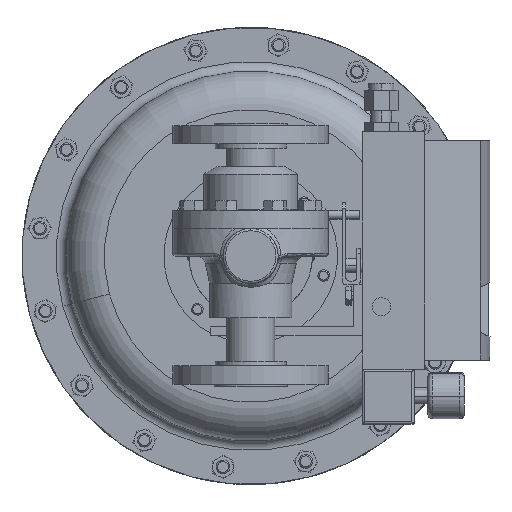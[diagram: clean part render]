
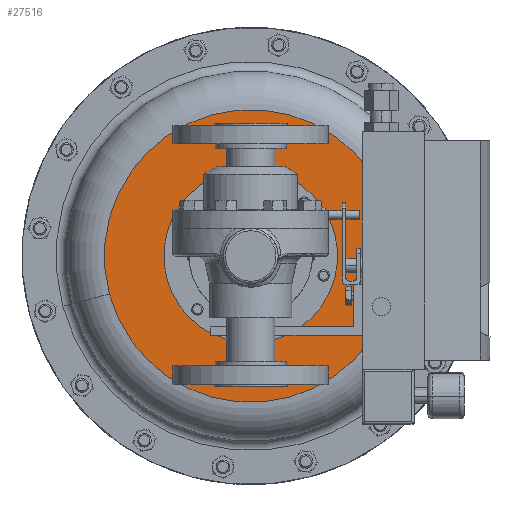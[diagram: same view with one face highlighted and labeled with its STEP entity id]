
A CAD part, front view. The second image highlights one B-rep face of the part: STEP entity #27516.
In plain terms, the highlighted planar face has unit normal (0, -1, 0).
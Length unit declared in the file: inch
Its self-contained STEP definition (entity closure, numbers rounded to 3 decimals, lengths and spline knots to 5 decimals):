
#615 = CARTESIAN_POINT ( 'NONE',  ( 1.72307, 9.6203, 5.33564 ) ) ;
#1049 = CIRCLE ( 'NONE', #29251, 4. ) ;
#1561 = VERTEX_POINT ( 'NONE', #31676 ) ;
#2058 = ORIENTED_EDGE ( 'NONE', *, *, #28828, .T. ) ;
#2472 = ORIENTED_EDGE ( 'NONE', *, *, #4845, .F. ) ;
#2705 = ORIENTED_EDGE ( 'NONE', *, *, #5317, .F. ) ;
#3292 = DIRECTION ( 'NONE',  ( -0.707, 0., 0.707 ) ) ;
#4471 = FACE_BOUND ( 'NONE', #29826, .T. ) ;
#4845 = EDGE_CURVE ( 'NONE', #33897, #1561, #1049, .T. ) ;
#5317 = EDGE_CURVE ( 'NONE', #1561, #33897, #29513, .T. ) ;
#5568 = CARTESIAN_POINT ( 'NONE',  ( 3.40245, 9.6203, 3.65626 ) ) ;
#6559 = AXIS2_PLACEMENT_3D ( 'NONE', #28005, #30705, #14628 ) ;
#8759 = CARTESIAN_POINT ( 'NONE',  ( 1.72307, 9.6203, 5.33564 ) ) ;
#9047 = VERTEX_POINT ( 'NONE', #21451 ) ;
#9588 = EDGE_LOOP ( 'NONE', ( #2705, #2472 ) ) ;
#9734 = DIRECTION ( 'NONE',  ( 0., 1., 0. ) ) ;
#9977 = ORIENTED_EDGE ( 'NONE', *, *, #32589, .T. ) ;
#11200 = CIRCLE ( 'NONE', #16132, 2.375 ) ;
#11444 = DIRECTION ( 'NONE',  ( -0.707, 0., 0.707 ) ) ;
#11565 = FACE_OUTER_BOUND ( 'NONE', #9588, .T. ) ;
#13951 = AXIS2_PLACEMENT_3D ( 'NONE', #615, #19307, #3292 ) ;
#14176 = DIRECTION ( 'NONE',  ( 0., 1., 0. ) ) ;
#14628 = DIRECTION ( 'NONE',  ( 0.966, 0., 0.259 ) ) ;
#16132 = AXIS2_PLACEMENT_3D ( 'NONE', #8759, #27489, #11444 ) ;
#18647 = CIRCLE ( 'NONE', #13951, 2.375 ) ;
#19307 = DIRECTION ( 'NONE',  ( 0., 1., 0. ) ) ;
#19592 = DIRECTION ( 'NONE',  ( -0.966, 0., -0.259 ) ) ;
#19963 = PLANE ( 'NONE',  #6559 ) ;
#21451 = CARTESIAN_POINT ( 'NONE',  ( 0.0437, 9.6203, 7.01502 ) ) ;
#22879 = VERTEX_POINT ( 'NONE', #5568 ) ;
#24300 = AXIS2_PLACEMENT_3D ( 'NONE', #28449, #9734, #31134 ) ;
#27489 = DIRECTION ( 'NONE',  ( 0., 1., 0. ) ) ;
#27516 = ADVANCED_FACE ( 'NONE', ( #11565, #4471 ), #19963, .T. ) ;
#27525 = CARTESIAN_POINT ( 'NONE',  ( 5.58678, 9.6203, 6.37091 ) ) ;
#28005 = CARTESIAN_POINT ( 'NONE',  ( 0.6878, 9.6203, 9.19934 ) ) ;
#28449 = CARTESIAN_POINT ( 'NONE',  ( 1.72307, 9.6203, 5.33564 ) ) ;
#28828 = EDGE_CURVE ( 'NONE', #22879, #9047, #18647, .T. ) ;
#29251 = AXIS2_PLACEMENT_3D ( 'NONE', #32919, #14176, #19592 ) ;
#29513 = CIRCLE ( 'NONE', #24300, 4. ) ;
#29826 = EDGE_LOOP ( 'NONE', ( #2058, #9977 ) ) ;
#30705 = DIRECTION ( 'NONE',  ( 0., -1., 0. ) ) ;
#31134 = DIRECTION ( 'NONE',  ( -0.966, 0., -0.259 ) ) ;
#31676 = CARTESIAN_POINT ( 'NONE',  ( -2.14063, 9.6203, 4.30036 ) ) ;
#32589 = EDGE_CURVE ( 'NONE', #9047, #22879, #11200, .T. ) ;
#32919 = CARTESIAN_POINT ( 'NONE',  ( 1.72307, 9.6203, 5.33564 ) ) ;
#33897 = VERTEX_POINT ( 'NONE', #27525 ) ;
